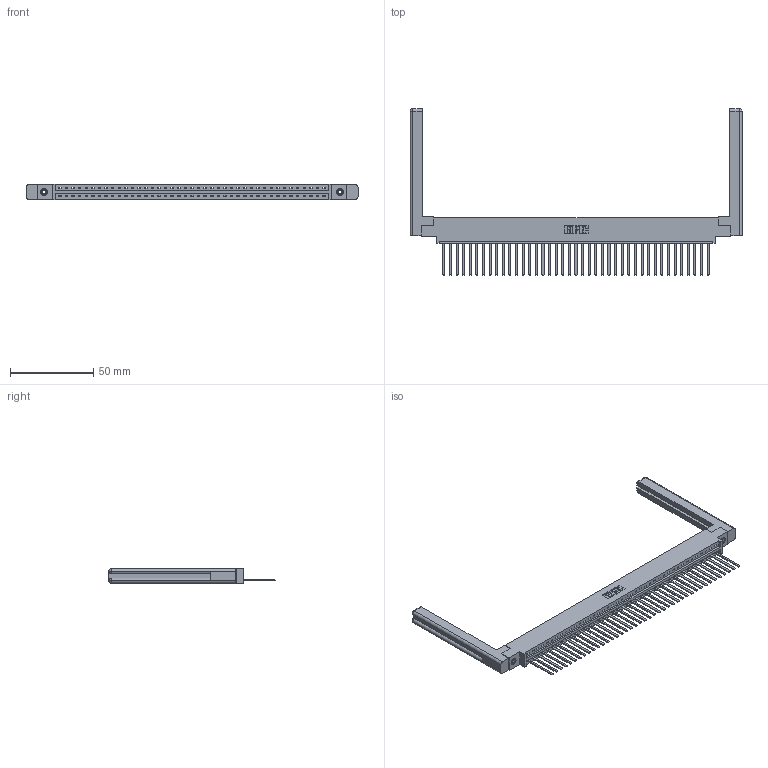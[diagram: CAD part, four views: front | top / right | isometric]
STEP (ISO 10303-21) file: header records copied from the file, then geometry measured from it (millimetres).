
FILE_DESCRIPTION (( 'STEP AP203' ), '1' );
FILE_NAME ('387-041-544-658.STEP', '2019-10-04T20:14:46', ( '' ), ( '' ), 'SwSTEP 2.0', 'SolidWorks 2016', '' );
FILE_SCHEMA (( 'CONFIG_CONTROL_DESIGN' ));
Length unit declared in the file: inch
Products named in the file (5): 307-220-058; 387-041-544-658; 345-250-001_345-250-001-102; 337 Part_0.170 Offset - 0.156 Dia-TI; 345-292-001_345-293-144
Assembly tree (46 placements, depth 2):
  387-041-544-658
    337 Part_0.170 Offset - 0.156 Dia-TI
    345-292-001_345-293-144  x41
    345-250-001_345-250-001-102  x2
    307-220-058  x2
Bounding box: 199.09 x 99.7 x 9.4 mm (x, y, z)
Volume: 28198.5 mm3; surface area: 28603.9 mm2
Topology: 46 solids, 46 shells, 2556 faces, 7647 edges, 5030 vertices
Faces by surface type: plane 1880, cylinder 652, cone 12, torus 12
Entity records: 33188 total; most frequent: CARTESIAN_POINT 5780, ORIENTED_EDGE 5696, DIRECTION 4882, EDGE_CURVE 2848, VECTOR 2676, LINE 2676, VERTEX_POINT 1890, AXIS2_PLACEMENT_3D 1103
